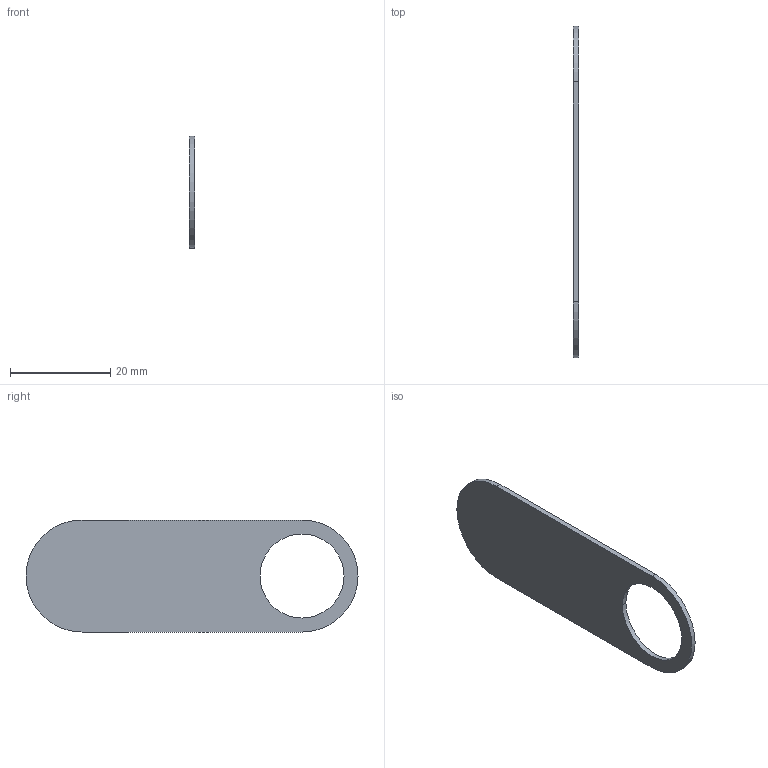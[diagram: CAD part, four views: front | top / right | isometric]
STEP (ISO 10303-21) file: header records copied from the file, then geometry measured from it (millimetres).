
FILE_DESCRIPTION((''),'2;1');
FILE_NAME('DH3-RD010441-9000','2025-05-13T13:56:15',('346893'),(''),'CREO PARAMETRIC BY PTC INC, 2020184','CREO PARAMETRIC BY PTC INC, 2020184','');
FILE_SCHEMA(('CONFIG_CONTROL_DESIGN','SHAPE_APPEARANCE_LAYERS_GROUPS'));
Length unit declared in the file: millimetre
Products named in the file (1): DH3-RD010441-9000
Bounding box: 1 x 66.4 x 22.4 mm (x, y, z)
Volume: 1158 mm3; surface area: 2527.2 mm2
Topology: 1 solids, 1 shells, 8 faces, 18 edges, 12 vertices
Faces by surface type: plane 4, cylinder 4
Entity records: 347 total; most frequent: DIRECTION 42, CARTESIAN_POINT 38, ORIENTED_EDGE 36, PRESENTATION_STYLE_ASSIGNMENT 19, STYLED_ITEM 19, CURVE_STYLE 18, EDGE_CURVE 18, AXIS2_PLACEMENT_3D 16
